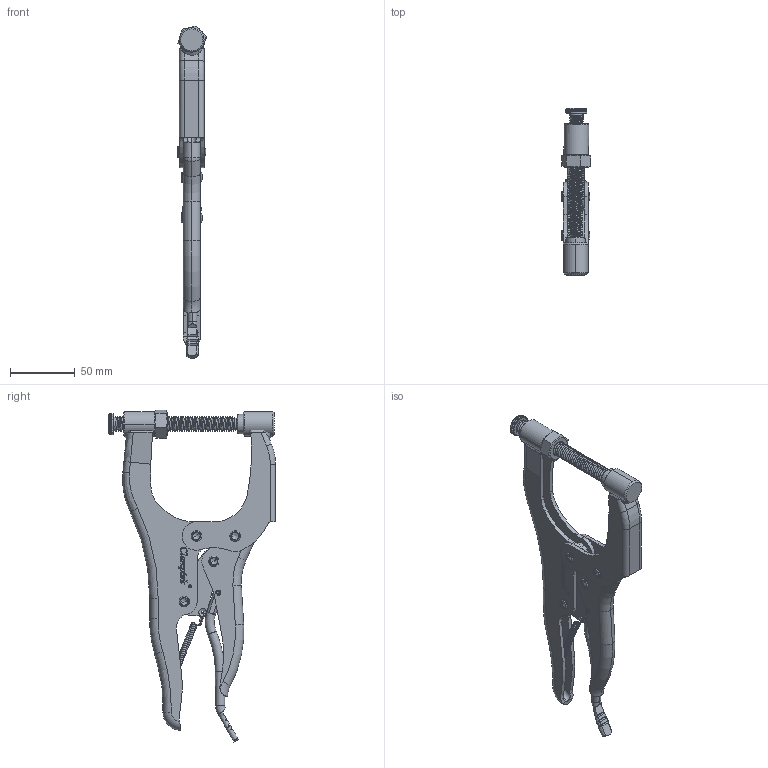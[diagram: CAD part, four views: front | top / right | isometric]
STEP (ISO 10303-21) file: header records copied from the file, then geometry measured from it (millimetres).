
FILE_DESCRIPTION (( 'STEP AP203' ), '1' );
FILE_NAME ('CH-51030.STEP', '2010-06-09T02:32:15', ( '微软用户' ), ( '微软中国' ), 'SwSTEP 2.0', 'SolidWorks 2008', '' );
FILE_SCHEMA (( 'CONFIG_CONTROL_DESIGN' ));
Length unit declared in the file: millimetre
Products named in the file (14): CH-51030-09_默认; CH-51030-10_默认; CH-51020-11_默认; CH-51030-07_默认; CH-51020-06_默认; CH-51030; CH-51030-01 SUPPORT_默认<按加工>; CH-51030-04 LABOR-SAVING HANDLE_默认; CH-51030-6_默认; CH-51030-03 HANDLE_默认; CH-51030-05 CONNECTING-PLATE_默认; CH-51030-02 BAR_默认<按加工>; CH-51030-08_默认; CH-51020-12_默认
Assembly tree (15 placements, depth 2):
  CH-51030
    CH-51020-12_默认
    CH-51030-02 BAR_默认<按加工>
    CH-51020-06_默认  x2
    CH-51030-6_默认
    CH-51030-10_默认
    CH-51020-11_默认  x2
    CH-51030-07_默认
    CH-51030-09_默认
    CH-51030-04 LABOR-SAVING HANDLE_默认
    CH-51030-08_默认
    CH-51030-05 CONNECTING-PLATE_默认
    CH-51030-01 SUPPORT_默认<按加工>
    CH-51030-03 HANDLE_默认
Bounding box: 22.44 x 128.86 x 256.29 mm (x, y, z)
Volume: 109698.4 mm3; surface area: 79260.5 mm2
Topology: 94 solids, 94 shells, 1428 faces, 3512 edges, 2282 vertices
Faces by surface type: plane 631, cylinder 416, bspline 246, torus 68, cone 63, sphere 4
Entity records: 64658 total; most frequent: CARTESIAN_POINT 32475, ORIENTED_EDGE 6830, DIRECTION 5531, EDGE_CURVE 3415, VERTEX_POINT 2236, AXIS2_PLACEMENT_3D 1855, VECTOR 1821, LINE 1821
